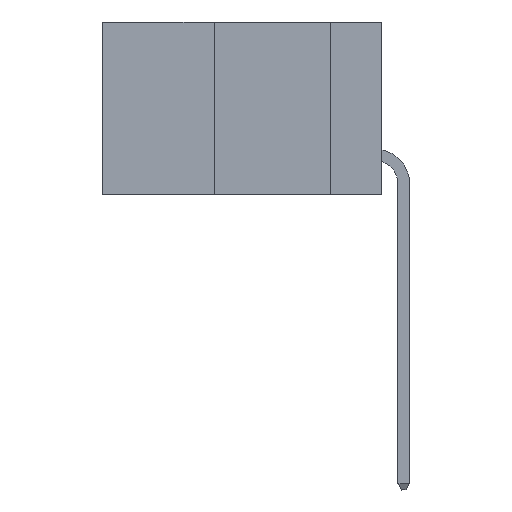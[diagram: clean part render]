
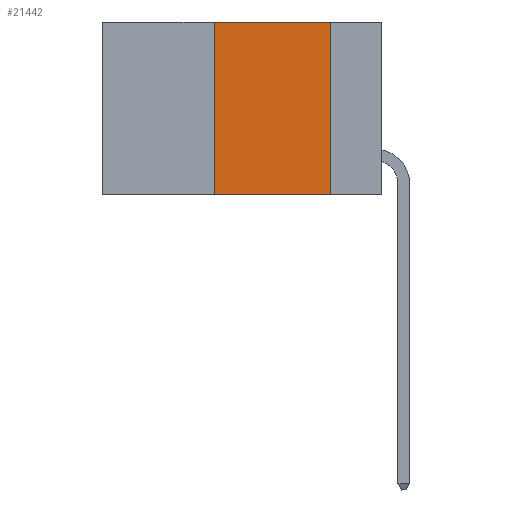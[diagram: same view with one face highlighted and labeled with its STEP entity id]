
A CAD part, left-side view. The second image highlights one B-rep face of the part: STEP entity #21442.
In plain terms, the highlighted planar face has unit normal (-1, 0, 0).
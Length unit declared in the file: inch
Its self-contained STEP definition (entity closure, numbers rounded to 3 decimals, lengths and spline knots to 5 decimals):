
#119 = ORIENTED_EDGE ( 'NONE', *, *, #28045, .F. ) ;
#735 = CARTESIAN_POINT ( 'NONE',  ( 0., 0.36, -0.37 ) ) ;
#1310 = PLANE ( 'NONE',  #9443 ) ;
#2781 = CARTESIAN_POINT ( 'NONE',  ( 0., 0.36, 0. ) ) ;
#3865 = VERTEX_POINT ( 'NONE', #2781 ) ;
#4124 = LINE ( 'NONE', #31722, #35508 ) ;
#5728 = LINE ( 'NONE', #13479, #23983 ) ;
#6608 = DIRECTION ( 'NONE',  ( 0., 0., 1. ) ) ;
#6740 = CARTESIAN_POINT ( 'NONE',  ( 0., 0.36, 0. ) ) ;
#7444 = CARTESIAN_POINT ( 'NONE',  ( 0., 0.11, 0. ) ) ;
#9141 = CARTESIAN_POINT ( 'NONE',  ( 0., 0.11, -0.37 ) ) ;
#9443 = AXIS2_PLACEMENT_3D ( 'NONE', #20701, #15257, #23981 ) ;
#10951 = VERTEX_POINT ( 'NONE', #9141 ) ;
#12284 = VERTEX_POINT ( 'NONE', #7444 ) ;
#13479 = CARTESIAN_POINT ( 'NONE',  ( 0., 0.6, 0. ) ) ;
#13595 = DIRECTION ( 'NONE',  ( 0., -1., 0. ) ) ;
#14479 = LINE ( 'NONE', #22376, #26258 ) ;
#15257 = DIRECTION ( 'NONE',  ( 1., 0., 0. ) ) ;
#15814 = EDGE_LOOP ( 'NONE', ( #119, #30397, #26952, #34363 ) ) ;
#16017 = EDGE_CURVE ( 'NONE', #35464, #3865, #21455, .T. ) ;
#18041 = EDGE_CURVE ( 'NONE', #3865, #12284, #5728, .T. ) ;
#20701 = CARTESIAN_POINT ( 'NONE',  ( 0., 0.6, 0. ) ) ;
#21442 = ADVANCED_FACE ( 'NONE', ( #34662 ), #1310, .F. ) ;
#21455 = LINE ( 'NONE', #6740, #30683 ) ;
#22376 = CARTESIAN_POINT ( 'NONE',  ( 0., 0.6, -0.37 ) ) ;
#22540 = EDGE_CURVE ( 'NONE', #35464, #10951, #14479, .T. ) ;
#23981 = DIRECTION ( 'NONE',  ( 0., 0., -1. ) ) ;
#23983 = VECTOR ( 'NONE', #13595, 39.37008 ) ;
#26234 = DIRECTION ( 'NONE',  ( 0., 0., -1. ) ) ;
#26258 = VECTOR ( 'NONE', #28165, 39.37008 ) ;
#26952 = ORIENTED_EDGE ( 'NONE', *, *, #16017, .F. ) ;
#28045 = EDGE_CURVE ( 'NONE', #12284, #10951, #4124, .T. ) ;
#28165 = DIRECTION ( 'NONE',  ( 0., -1., 0. ) ) ;
#30397 = ORIENTED_EDGE ( 'NONE', *, *, #18041, .F. ) ;
#30683 = VECTOR ( 'NONE', #6608, 39.37008 ) ;
#31722 = CARTESIAN_POINT ( 'NONE',  ( 0., 0.11, 0. ) ) ;
#34363 = ORIENTED_EDGE ( 'NONE', *, *, #22540, .T. ) ;
#34662 = FACE_OUTER_BOUND ( 'NONE', #15814, .T. ) ;
#35464 = VERTEX_POINT ( 'NONE', #735 ) ;
#35508 = VECTOR ( 'NONE', #26234, 39.37008 ) ;
